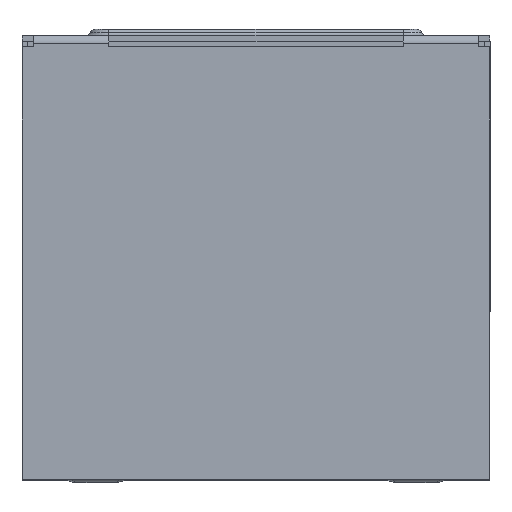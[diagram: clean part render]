
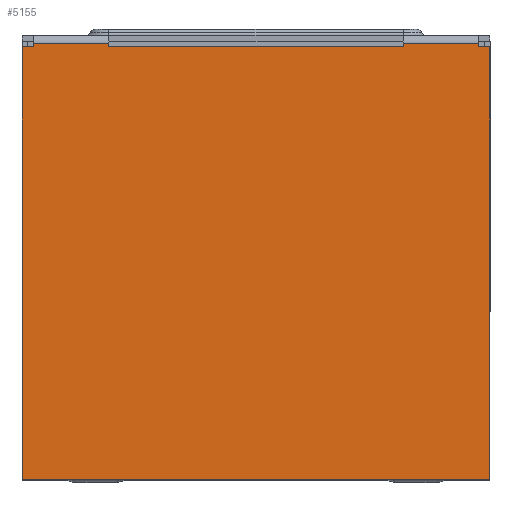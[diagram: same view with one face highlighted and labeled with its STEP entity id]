
A CAD part, top view. The second image highlights one B-rep face of the part: STEP entity #5155.
In plain terms, the highlighted planar face has unit normal (0, 0, 1).
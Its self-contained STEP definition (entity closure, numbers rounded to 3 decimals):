
#588 = CARTESIAN_POINT ( 'NONE',  ( 7.55, 7.55, 12.85 ) ) ;
#805 = CARTESIAN_POINT ( 'NONE',  ( -7.95, -7.55, 12.85 ) ) ;
#1133 = CARTESIAN_POINT ( 'NONE',  ( 7.95, -7.55, 12.85 ) ) ;
#1165 = VERTEX_POINT ( 'NONE', #14017 ) ;
#1378 = VECTOR ( 'NONE', #14208, 1000. ) ;
#1731 = CARTESIAN_POINT ( 'NONE',  ( 7.55, 7.267, 12.85 ) ) ;
#2198 = VECTOR ( 'NONE', #14247, 1000. ) ;
#2546 = DIRECTION ( 'NONE',  ( 0., 1., 0. ) ) ;
#2652 = CARTESIAN_POINT ( 'NONE',  ( -7.55, 7.55, 12.85 ) ) ;
#2698 = ORIENTED_EDGE ( 'NONE', *, *, #5345, .T. ) ;
#2917 = CARTESIAN_POINT ( 'NONE',  ( -7.55, 7.267, 12.85 ) ) ;
#3376 = VECTOR ( 'NONE', #13476, 1000. ) ;
#3539 = ORIENTED_EDGE ( 'NONE', *, *, #4180, .T. ) ;
#3960 = CARTESIAN_POINT ( 'NONE',  ( -7.55, 7.15, 12.85 ) ) ;
#4180 = EDGE_CURVE ( 'NONE', #10076, #8393, #10355, .T. ) ;
#4230 = VECTOR ( 'NONE', #10183, 1000. ) ;
#4355 = VECTOR ( 'NONE', #5704, 1000. ) ;
#4404 = AXIS2_PLACEMENT_3D ( 'NONE', #13976, #15300, #16729 ) ;
#4442 = VERTEX_POINT ( 'NONE', #15713 ) ;
#4493 = VERTEX_POINT ( 'NONE', #4916 ) ;
#4710 = VECTOR ( 'NONE', #10627, 1000. ) ;
#4916 = CARTESIAN_POINT ( 'NONE',  ( -7.55, 7.267, 12.85 ) ) ;
#4958 = ORIENTED_EDGE ( 'NONE', *, *, #13033, .T. ) ;
#5043 = LINE ( 'NONE', #2917, #1378 ) ;
#5079 = VERTEX_POINT ( 'NONE', #6971 ) ;
#5155 = ADVANCED_FACE ( 'NONE', ( #8288 ), #7153, .T. ) ;
#5162 = VECTOR ( 'NONE', #15056, 1000. ) ;
#5345 = EDGE_CURVE ( 'NONE', #4442, #1165, #11049, .T. ) ;
#5535 = CARTESIAN_POINT ( 'NONE',  ( -7.95, 7.15, 12.85 ) ) ;
#5704 = DIRECTION ( 'NONE',  ( -1., 0., 0. ) ) ;
#5732 = VERTEX_POINT ( 'NONE', #1731 ) ;
#6083 = LINE ( 'NONE', #1133, #12925 ) ;
#6120 = DIRECTION ( 'NONE',  ( 1., 0., 0. ) ) ;
#6610 = EDGE_CURVE ( 'NONE', #8393, #7574, #17537, .T. ) ;
#6622 = ORIENTED_EDGE ( 'NONE', *, *, #6632, .T. ) ;
#6632 = EDGE_CURVE ( 'NONE', #17151, #14829, #10235, .T. ) ;
#6670 = DIRECTION ( 'NONE',  ( -1., 0., 0. ) ) ;
#6787 = CARTESIAN_POINT ( 'NONE',  ( 7.55, 7.15, 12.85 ) ) ;
#6808 = DIRECTION ( 'NONE',  ( 0., -1., 0. ) ) ;
#6826 = LINE ( 'NONE', #9548, #10471 ) ;
#6971 = CARTESIAN_POINT ( 'NONE',  ( 7.95, 7.15, 12.85 ) ) ;
#7153 = PLANE ( 'NONE',  #4404 ) ;
#7361 = EDGE_CURVE ( 'NONE', #7574, #4493, #5043, .T. ) ;
#7574 = VERTEX_POINT ( 'NONE', #16373 ) ;
#7774 = ORIENTED_EDGE ( 'NONE', *, *, #16782, .T. ) ;
#8042 = CARTESIAN_POINT ( 'NONE',  ( -5., 7.55, 12.85 ) ) ;
#8237 = CARTESIAN_POINT ( 'NONE',  ( 5., 7.267, 12.85 ) ) ;
#8288 = FACE_OUTER_BOUND ( 'NONE', #9569, .T. ) ;
#8315 = ORIENTED_EDGE ( 'NONE', *, *, #17678, .T. ) ;
#8393 = VERTEX_POINT ( 'NONE', #16472 ) ;
#9548 = CARTESIAN_POINT ( 'NONE',  ( 5., 7.15, 12.85 ) ) ;
#9569 = EDGE_LOOP ( 'NONE', ( #14777, #11369, #11256, #6622, #13985, #2698, #13130, #4958, #8315, #7774, #14189, #3539 ) ) ;
#9938 = LINE ( 'NONE', #805, #2198 ) ;
#9986 = CARTESIAN_POINT ( 'NONE',  ( 5., 7.15, 12.85 ) ) ;
#10076 = VERTEX_POINT ( 'NONE', #9986 ) ;
#10095 = LINE ( 'NONE', #2652, #17387 ) ;
#10183 = DIRECTION ( 'NONE',  ( 0., 1., 0. ) ) ;
#10235 = LINE ( 'NONE', #3960, #12157 ) ;
#10271 = LINE ( 'NONE', #6787, #4710 ) ;
#10355 = LINE ( 'NONE', #15299, #4355 ) ;
#10471 = VECTOR ( 'NONE', #17767, 1000. ) ;
#10619 = VECTOR ( 'NONE', #6120, 1000. ) ;
#10627 = DIRECTION ( 'NONE',  ( -1., 0., 0. ) ) ;
#11049 = LINE ( 'NONE', #14522, #10619 ) ;
#11256 = ORIENTED_EDGE ( 'NONE', *, *, #16962, .T. ) ;
#11369 = ORIENTED_EDGE ( 'NONE', *, *, #7361, .T. ) ;
#12157 = VECTOR ( 'NONE', #6670, 1000. ) ;
#12199 = EDGE_CURVE ( 'NONE', #14829, #4442, #9938, .T. ) ;
#12446 = LINE ( 'NONE', #15109, #5162 ) ;
#12925 = VECTOR ( 'NONE', #2546, 1000. ) ;
#13033 = EDGE_CURVE ( 'NONE', #5079, #17320, #10271, .T. ) ;
#13081 = VERTEX_POINT ( 'NONE', #8237 ) ;
#13130 = ORIENTED_EDGE ( 'NONE', *, *, #16118, .T. ) ;
#13476 = DIRECTION ( 'NONE',  ( 0., 1., 0. ) ) ;
#13923 = CARTESIAN_POINT ( 'NONE',  ( -7.55, 7.15, 12.85 ) ) ;
#13976 = CARTESIAN_POINT ( 'NONE',  ( 0., 0., 12.85 ) ) ;
#13985 = ORIENTED_EDGE ( 'NONE', *, *, #12199, .T. ) ;
#14017 = CARTESIAN_POINT ( 'NONE',  ( 7.95, -7.55, 12.85 ) ) ;
#14189 = ORIENTED_EDGE ( 'NONE', *, *, #17478, .T. ) ;
#14208 = DIRECTION ( 'NONE',  ( -1., 0., 0. ) ) ;
#14247 = DIRECTION ( 'NONE',  ( 0., -1., 0. ) ) ;
#14522 = CARTESIAN_POINT ( 'NONE',  ( -7.95, -7.55, 12.85 ) ) ;
#14738 = LINE ( 'NONE', #588, #4230 ) ;
#14777 = ORIENTED_EDGE ( 'NONE', *, *, #6610, .T. ) ;
#14829 = VERTEX_POINT ( 'NONE', #5535 ) ;
#15056 = DIRECTION ( 'NONE',  ( -1., 0., 0. ) ) ;
#15109 = CARTESIAN_POINT ( 'NONE',  ( 5., 7.267, 12.85 ) ) ;
#15299 = CARTESIAN_POINT ( 'NONE',  ( -5., 7.15, 12.85 ) ) ;
#15300 = DIRECTION ( 'NONE',  ( 0., 0., 1. ) ) ;
#15713 = CARTESIAN_POINT ( 'NONE',  ( -7.95, -7.55, 12.85 ) ) ;
#15909 = CARTESIAN_POINT ( 'NONE',  ( 7.55, 7.15, 12.85 ) ) ;
#16118 = EDGE_CURVE ( 'NONE', #1165, #5079, #6083, .T. ) ;
#16373 = CARTESIAN_POINT ( 'NONE',  ( -5., 7.267, 12.85 ) ) ;
#16472 = CARTESIAN_POINT ( 'NONE',  ( -5., 7.15, 12.85 ) ) ;
#16729 = DIRECTION ( 'NONE',  ( 1., 0., 0. ) ) ;
#16782 = EDGE_CURVE ( 'NONE', #5732, #13081, #12446, .T. ) ;
#16962 = EDGE_CURVE ( 'NONE', #4493, #17151, #10095, .T. ) ;
#17151 = VERTEX_POINT ( 'NONE', #13923 ) ;
#17320 = VERTEX_POINT ( 'NONE', #15909 ) ;
#17387 = VECTOR ( 'NONE', #6808, 1000. ) ;
#17478 = EDGE_CURVE ( 'NONE', #13081, #10076, #6826, .T. ) ;
#17537 = LINE ( 'NONE', #8042, #3376 ) ;
#17678 = EDGE_CURVE ( 'NONE', #17320, #5732, #14738, .T. ) ;
#17767 = DIRECTION ( 'NONE',  ( 0., -1., 0. ) ) ;
